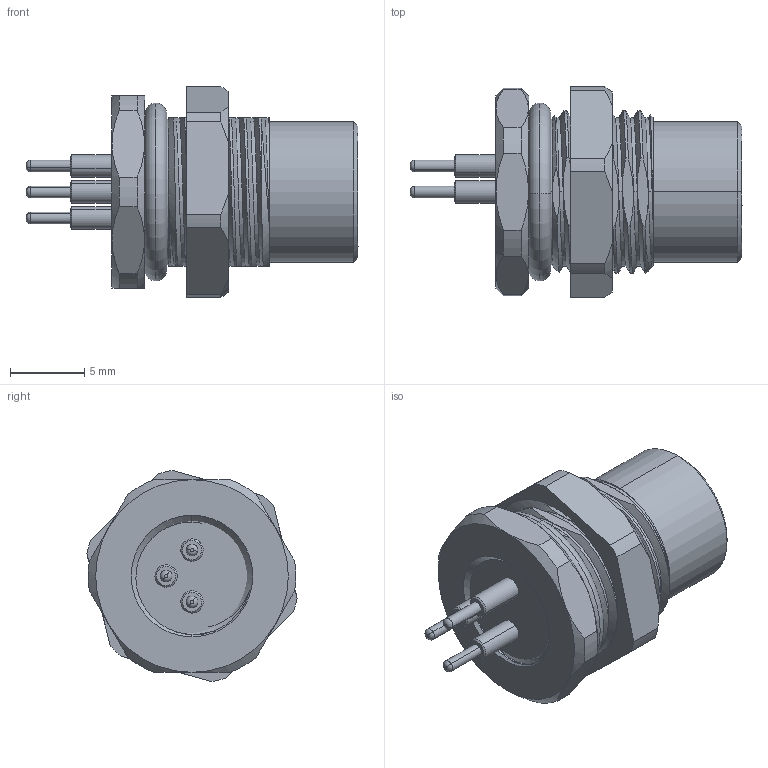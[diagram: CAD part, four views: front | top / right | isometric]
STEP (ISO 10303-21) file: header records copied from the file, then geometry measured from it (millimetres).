
FILE_DESCRIPTION (( 'STEP AP203' ), '1' );
FILE_NAME ('54-00277_A.STEP', '2022-05-10T18:12:17', ( '' ), ( '' ), 'SwSTEP 2.0', 'SolidWorks 2021', '' );
FILE_SCHEMA (( 'CONFIG_CONTROL_DESIGN' ));
Length unit declared in the file: millimetre
Products named in the file (7): 54-00277-03___; 54-00277-02___; 54-00277_A; 54-00277-01___; 54-00277-05___; 54-00277-06___; 54-00277-04___
Assembly tree (8 placements, depth 2):
  54-00277_A
    54-00277-01___
    54-00277-02___
    54-00277-03___  x3
    54-00277-06___
    54-00277-05___
    54-00277-04___
Bounding box: 22.4 x 14.19 x 14.25 mm (x, y, z)
Volume: 1528.2 mm3; surface area: 2988.1 mm2
Topology: 8 solids, 8 shells, 351 faces, 847 edges, 521 vertices
Faces by surface type: cylinder 156, plane 81, cone 50, bspline 36, torus 28
Entity records: 19045 total; most frequent: CARTESIAN_POINT 12275, ORIENTED_EDGE 1394, DIRECTION 1114, EDGE_CURVE 697, AXIS2_PLACEMENT_3D 453, VERTEX_POINT 431, EDGE_LOOP 310, ADVANCED_FACE 287
